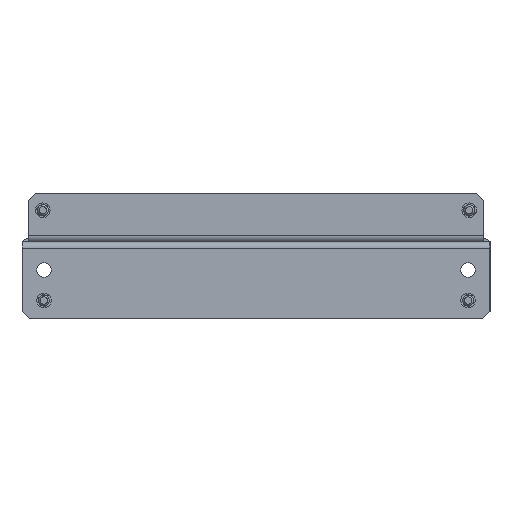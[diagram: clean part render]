
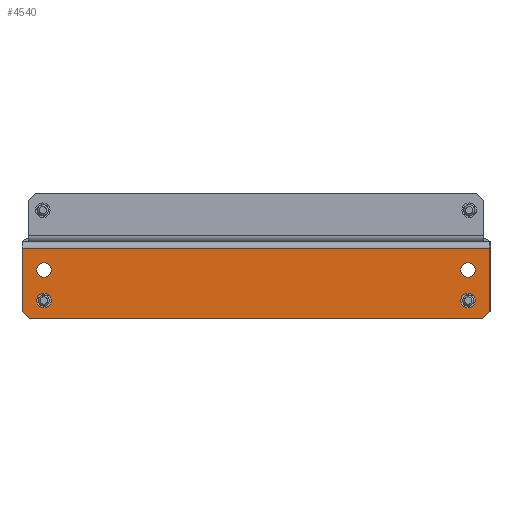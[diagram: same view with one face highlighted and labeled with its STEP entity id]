
A CAD part, left-side view. The second image highlights one B-rep face of the part: STEP entity #4540.
In plain terms, the highlighted face is planar.
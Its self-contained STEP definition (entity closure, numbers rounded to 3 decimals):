
#28 = DIRECTION ( 'NONE',  ( 1., 0., 0. ) ) ;
#96 = CARTESIAN_POINT ( 'NONE',  ( -4.25, -1.5, 87. ) ) ;
#147 = DIRECTION ( 'NONE',  ( 0.707, 0., 0.707 ) ) ;
#163 = VERTEX_POINT ( 'NONE', #1511 ) ;
#184 = CIRCLE ( 'NONE', #2804, 3. ) ;
#245 = EDGE_CURVE ( 'NONE', #2931, #163, #1223, .T. ) ;
#344 = DIRECTION ( 'NONE',  ( 0., -1., 0. ) ) ;
#373 = CARTESIAN_POINT ( 'NONE',  ( 8.25, -1.5, 87. ) ) ;
#400 = EDGE_CURVE ( 'NONE', #1135, #1394, #3620, .T. ) ;
#434 = DIRECTION ( 'NONE',  ( 0., -1., 0. ) ) ;
#471 = DIRECTION ( 'NONE',  ( 0., 1., 0. ) ) ;
#488 = CARTESIAN_POINT ( 'NONE',  ( -4.25, -1.5, -87. ) ) ;
#524 = CARTESIAN_POINT ( 'NONE',  ( 15.75, -1.5, 96. ) ) ;
#551 = EDGE_CURVE ( 'NONE', #4476, #163, #1985, .T. ) ;
#681 = DIRECTION ( 'NONE',  ( -1., 0., 0. ) ) ;
#706 = VERTEX_POINT ( 'NONE', #4531 ) ;
#724 = CARTESIAN_POINT ( 'NONE',  ( 15.75, -1.5, 93. ) ) ;
#751 = AXIS2_PLACEMENT_3D ( 'NONE', #2221, #3317, #1916 ) ;
#761 = CARTESIAN_POINT ( 'NONE',  ( -4.25, -1.5, -87. ) ) ;
#773 = FACE_BOUND ( 'NONE', #2337, .T. ) ;
#804 = VERTEX_POINT ( 'NONE', #2193 ) ;
#831 = DIRECTION ( 'NONE',  ( -1., 0., 0. ) ) ;
#839 = AXIS2_PLACEMENT_3D ( 'NONE', #2929, #1959, #681 ) ;
#940 = EDGE_CURVE ( 'NONE', #3891, #2749, #3444, .T. ) ;
#969 = AXIS2_PLACEMENT_3D ( 'NONE', #96, #471, #3645 ) ;
#977 = ORIENTED_EDGE ( 'NONE', *, *, #1573, .T. ) ;
#1020 = DIRECTION ( 'NONE',  ( -0.707, 0., 0.707 ) ) ;
#1046 = DIRECTION ( 'NONE',  ( 0., 1., 0. ) ) ;
#1101 = ORIENTED_EDGE ( 'NONE', *, *, #4070, .F. ) ;
#1116 = DIRECTION ( 'NONE',  ( 1., 0., 0. ) ) ;
#1126 = ORIENTED_EDGE ( 'NONE', *, *, #2021, .T. ) ;
#1131 = CARTESIAN_POINT ( 'NONE',  ( 12.75, -1.5, 96. ) ) ;
#1135 = VERTEX_POINT ( 'NONE', #2241 ) ;
#1139 = CIRCLE ( 'NONE', #2359, 3. ) ;
#1144 = AXIS2_PLACEMENT_3D ( 'NONE', #1395, #3451, #1711 ) ;
#1147 = AXIS2_PLACEMENT_3D ( 'NONE', #761, #434, #3700 ) ;
#1151 = ORIENTED_EDGE ( 'NONE', *, *, #1549, .T. ) ;
#1170 = FACE_OUTER_BOUND ( 'NONE', #3353, .T. ) ;
#1223 = LINE ( 'NONE', #524, #3544 ) ;
#1367 = CARTESIAN_POINT ( 'NONE',  ( -1.25, -1.5, -87. ) ) ;
#1373 = CARTESIAN_POINT ( 'NONE',  ( -1.25, -1.5, 87. ) ) ;
#1394 = VERTEX_POINT ( 'NONE', #4324 ) ;
#1395 = CARTESIAN_POINT ( 'NONE',  ( 8.25, -1.5, 87. ) ) ;
#1396 = ORIENTED_EDGE ( 'NONE', *, *, #400, .F. ) ;
#1398 = EDGE_CURVE ( 'NONE', #804, #4476, #1444, .T. ) ;
#1426 = CARTESIAN_POINT ( 'NONE',  ( 15.75, -1.5, 93. ) ) ;
#1444 = LINE ( 'NONE', #2905, #3058 ) ;
#1453 = CIRCLE ( 'NONE', #1147, 3. ) ;
#1508 = CARTESIAN_POINT ( 'NONE',  ( -15.75, -1.5, 96. ) ) ;
#1511 = CARTESIAN_POINT ( 'NONE',  ( 15.75, -1.5, -93. ) ) ;
#1522 = ORIENTED_EDGE ( 'NONE', *, *, #4560, .T. ) ;
#1549 = EDGE_CURVE ( 'NONE', #1732, #2624, #1139, .T. ) ;
#1573 = EDGE_CURVE ( 'NONE', #2931, #4167, #3217, .T. ) ;
#1607 = DIRECTION ( 'NONE',  ( 0., 0., -1. ) ) ;
#1655 = VECTOR ( 'NONE', #4508, 1000. ) ;
#1682 = CARTESIAN_POINT ( 'NONE',  ( 8.25, -1.5, -87. ) ) ;
#1687 = ORIENTED_EDGE ( 'NONE', *, *, #2194, .F. ) ;
#1702 = ORIENTED_EDGE ( 'NONE', *, *, #3922, .F. ) ;
#1711 = DIRECTION ( 'NONE',  ( -1., 0., 0. ) ) ;
#1732 = VERTEX_POINT ( 'NONE', #2199 ) ;
#1799 = EDGE_CURVE ( 'NONE', #2008, #3549, #4437, .T. ) ;
#1832 = DIRECTION ( 'NONE',  ( -1., 0., 0. ) ) ;
#1892 = ORIENTED_EDGE ( 'NONE', *, *, #551, .T. ) ;
#1916 = DIRECTION ( 'NONE',  ( -1., 0., 0. ) ) ;
#1939 = CARTESIAN_POINT ( 'NONE',  ( 12.75, -1.5, -96. ) ) ;
#1959 = DIRECTION ( 'NONE',  ( 0., 1., 0. ) ) ;
#1965 = LINE ( 'NONE', #2320, #1655 ) ;
#1985 = LINE ( 'NONE', #1939, #3366 ) ;
#2008 = VERTEX_POINT ( 'NONE', #1373 ) ;
#2021 = EDGE_CURVE ( 'NONE', #2624, #1732, #2510, .T. ) ;
#2193 = CARTESIAN_POINT ( 'NONE',  ( -13.25, -1.5, -96. ) ) ;
#2194 = EDGE_CURVE ( 'NONE', #2749, #3891, #1453, .T. ) ;
#2199 = CARTESIAN_POINT ( 'NONE',  ( 11.25, -1.5, 87. ) ) ;
#2221 = CARTESIAN_POINT ( 'NONE',  ( -15.75, -1.5, 96. ) ) ;
#2241 = CARTESIAN_POINT ( 'NONE',  ( 5.25, -1.5, -87. ) ) ;
#2252 = CARTESIAN_POINT ( 'NONE',  ( 5.25, -1.5, 87. ) ) ;
#2320 = CARTESIAN_POINT ( 'NONE',  ( -13.25, -1.5, 96. ) ) ;
#2332 = ORIENTED_EDGE ( 'NONE', *, *, #940, .F. ) ;
#2337 = EDGE_LOOP ( 'NONE', ( #1522, #3502 ) ) ;
#2359 = AXIS2_PLACEMENT_3D ( 'NONE', #373, #1046, #1832 ) ;
#2482 = EDGE_LOOP ( 'NONE', ( #1126, #1151 ) ) ;
#2510 = CIRCLE ( 'NONE', #1144, 3. ) ;
#2624 = VERTEX_POINT ( 'NONE', #2252 ) ;
#2749 = VERTEX_POINT ( 'NONE', #3347 ) ;
#2804 = AXIS2_PLACEMENT_3D ( 'NONE', #3159, #344, #3182 ) ;
#2824 = CARTESIAN_POINT ( 'NONE',  ( 12.75, -1.5, -96. ) ) ;
#2853 = CIRCLE ( 'NONE', #969, 3. ) ;
#2882 = DIRECTION ( 'NONE',  ( 0., -1., 0. ) ) ;
#2905 = CARTESIAN_POINT ( 'NONE',  ( -15.75, -1.5, -96. ) ) ;
#2929 = CARTESIAN_POINT ( 'NONE',  ( -4.25, -1.5, 87. ) ) ;
#2931 = VERTEX_POINT ( 'NONE', #724 ) ;
#3058 = VECTOR ( 'NONE', #1116, 1000. ) ;
#3114 = DIRECTION ( 'NONE',  ( 0., -1., 0. ) ) ;
#3159 = CARTESIAN_POINT ( 'NONE',  ( 8.25, -1.5, -87. ) ) ;
#3182 = DIRECTION ( 'NONE',  ( -1., 0., 0. ) ) ;
#3217 = LINE ( 'NONE', #1426, #3987 ) ;
#3294 = AXIS2_PLACEMENT_3D ( 'NONE', #488, #2882, #831 ) ;
#3317 = DIRECTION ( 'NONE',  ( 0., 1., 0. ) ) ;
#3347 = CARTESIAN_POINT ( 'NONE',  ( -7.25, -1.5, -87. ) ) ;
#3353 = EDGE_LOOP ( 'NONE', ( #4567, #977, #1101, #3887, #3752, #1892 ) ) ;
#3355 = CARTESIAN_POINT ( 'NONE',  ( -7.25, -1.5, 87. ) ) ;
#3366 = VECTOR ( 'NONE', #147, 1000. ) ;
#3444 = CIRCLE ( 'NONE', #3294, 3. ) ;
#3451 = DIRECTION ( 'NONE',  ( 0., 1., 0. ) ) ;
#3502 = ORIENTED_EDGE ( 'NONE', *, *, #1799, .T. ) ;
#3515 = EDGE_LOOP ( 'NONE', ( #1396, #1702 ) ) ;
#3544 = VECTOR ( 'NONE', #1607, 1000. ) ;
#3549 = VERTEX_POINT ( 'NONE', #3355 ) ;
#3620 = CIRCLE ( 'NONE', #4609, 3. ) ;
#3645 = DIRECTION ( 'NONE',  ( -1., 0., 0. ) ) ;
#3700 = DIRECTION ( 'NONE',  ( -1., 0., 0. ) ) ;
#3708 = VECTOR ( 'NONE', #28, 1000. ) ;
#3752 = ORIENTED_EDGE ( 'NONE', *, *, #1398, .T. ) ;
#3887 = ORIENTED_EDGE ( 'NONE', *, *, #4224, .T. ) ;
#3891 = VERTEX_POINT ( 'NONE', #1367 ) ;
#3922 = EDGE_CURVE ( 'NONE', #1394, #1135, #184, .T. ) ;
#3938 = PLANE ( 'NONE',  #751 ) ;
#3955 = EDGE_LOOP ( 'NONE', ( #1687, #2332 ) ) ;
#3962 = FACE_BOUND ( 'NONE', #2482, .T. ) ;
#3984 = FACE_BOUND ( 'NONE', #3955, .T. ) ;
#3987 = VECTOR ( 'NONE', #1020, 1000. ) ;
#4040 = LINE ( 'NONE', #1508, #3708 ) ;
#4070 = EDGE_CURVE ( 'NONE', #706, #4167, #4040, .T. ) ;
#4167 = VERTEX_POINT ( 'NONE', #1131 ) ;
#4224 = EDGE_CURVE ( 'NONE', #706, #804, #1965, .T. ) ;
#4324 = CARTESIAN_POINT ( 'NONE',  ( 11.25, -1.5, -87. ) ) ;
#4339 = FACE_BOUND ( 'NONE', #3515, .T. ) ;
#4437 = CIRCLE ( 'NONE', #839, 3. ) ;
#4476 = VERTEX_POINT ( 'NONE', #2824 ) ;
#4508 = DIRECTION ( 'NONE',  ( 0., 0., -1. ) ) ;
#4531 = CARTESIAN_POINT ( 'NONE',  ( -13.25, -1.5, 96. ) ) ;
#4539 = DIRECTION ( 'NONE',  ( -1., 0., 0. ) ) ;
#4540 = ADVANCED_FACE ( 'NONE', ( #3984, #4339, #773, #3962, #1170 ), #3938, .F. ) ;
#4560 = EDGE_CURVE ( 'NONE', #3549, #2008, #2853, .T. ) ;
#4567 = ORIENTED_EDGE ( 'NONE', *, *, #245, .F. ) ;
#4609 = AXIS2_PLACEMENT_3D ( 'NONE', #1682, #3114, #4539 ) ;
